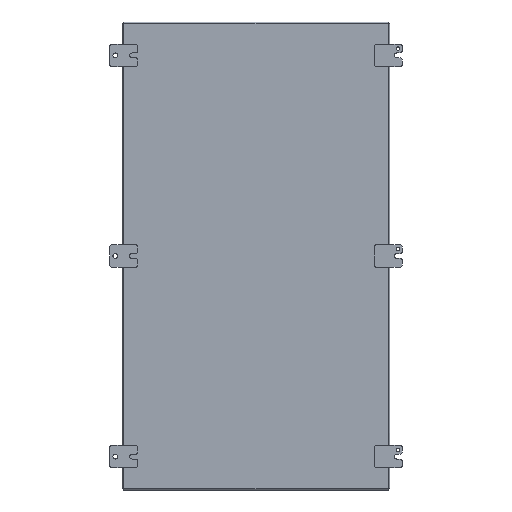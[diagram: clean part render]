
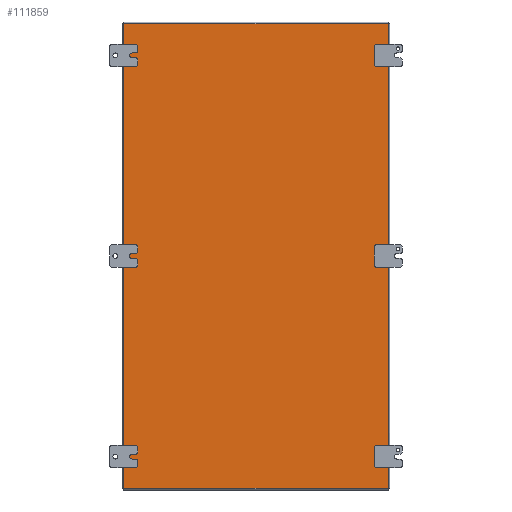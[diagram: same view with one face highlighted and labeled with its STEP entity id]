
A CAD part, left-side view. The second image highlights one B-rep face of the part: STEP entity #111859.
In plain terms, the highlighted face is planar.
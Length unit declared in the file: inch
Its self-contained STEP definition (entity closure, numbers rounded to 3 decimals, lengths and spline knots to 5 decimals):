
#4800 = DIRECTION ( 'NONE',  ( 0., -1., 0. ) ) ;
#7200 = EDGE_LOOP ( 'NONE', ( #56530, #98946, #78314, #95337 ) ) ;
#7461 = VECTOR ( 'NONE', #59585, 39.37008 ) ;
#22055 = CARTESIAN_POINT ( 'NONE',  ( -20.857, 0.095, 11.857 ) ) ;
#24099 = EDGE_CURVE ( 'NONE', #107137, #50042, #56608, .T. ) ;
#25565 = EDGE_CURVE ( 'NONE', #99463, #87325, #68468, .T. ) ;
#27408 = CARTESIAN_POINT ( 'NONE',  ( -20.857, 0.095, -11.857 ) ) ;
#37897 = CARTESIAN_POINT ( 'NONE',  ( -20.905, 0.095, -11.905 ) ) ;
#39613 = DIRECTION ( 'NONE',  ( 1., 0., 0. ) ) ;
#43320 = EDGE_CURVE ( 'NONE', #50042, #99463, #79526, .T. ) ;
#47175 = AXIS2_PLACEMENT_3D ( 'NONE', #37897, #4800, #124763 ) ;
#49825 = VECTOR ( 'NONE', #132796, 39.37008 ) ;
#50042 = VERTEX_POINT ( 'NONE', #55041 ) ;
#50081 = CARTESIAN_POINT ( 'NONE',  ( 20.857, 0.095, -11.857 ) ) ;
#55041 = CARTESIAN_POINT ( 'NONE',  ( 20.857, 0.095, 11.857 ) ) ;
#56530 = ORIENTED_EDGE ( 'NONE', *, *, #24099, .F. ) ;
#56608 = LINE ( 'NONE', #50081, #7461 ) ;
#59585 = DIRECTION ( 'NONE',  ( 0., 0., 1. ) ) ;
#67229 = LINE ( 'NONE', #82709, #75726 ) ;
#68468 = LINE ( 'NONE', #110899, #49825 ) ;
#68685 = PLANE ( 'NONE',  #47175 ) ;
#75726 = VECTOR ( 'NONE', #39613, 39.37008 ) ;
#78314 = ORIENTED_EDGE ( 'NONE', *, *, #25565, .F. ) ;
#79526 = LINE ( 'NONE', #98188, #115234 ) ;
#82709 = CARTESIAN_POINT ( 'NONE',  ( -20.857, 0.095, -11.857 ) ) ;
#87325 = VERTEX_POINT ( 'NONE', #27408 ) ;
#95337 = ORIENTED_EDGE ( 'NONE', *, *, #43320, .F. ) ;
#98188 = CARTESIAN_POINT ( 'NONE',  ( 20.857, 0.095, 11.857 ) ) ;
#98946 = ORIENTED_EDGE ( 'NONE', *, *, #105263, .F. ) ;
#99463 = VERTEX_POINT ( 'NONE', #22055 ) ;
#105263 = EDGE_CURVE ( 'NONE', #87325, #107137, #67229, .T. ) ;
#107137 = VERTEX_POINT ( 'NONE', #140108 ) ;
#110899 = CARTESIAN_POINT ( 'NONE',  ( -20.857, 0.095, 11.857 ) ) ;
#111859 = ADVANCED_FACE ( 'NONE', ( #128259 ), #68685, .F. ) ;
#115234 = VECTOR ( 'NONE', #121513, 39.37008 ) ;
#121513 = DIRECTION ( 'NONE',  ( -1., 0., 0. ) ) ;
#124763 = DIRECTION ( 'NONE',  ( 0., 0., -1. ) ) ;
#128259 = FACE_OUTER_BOUND ( 'NONE', #7200, .T. ) ;
#132796 = DIRECTION ( 'NONE',  ( 0., 0., -1. ) ) ;
#140108 = CARTESIAN_POINT ( 'NONE',  ( 20.857, 0.095, -11.857 ) ) ;
